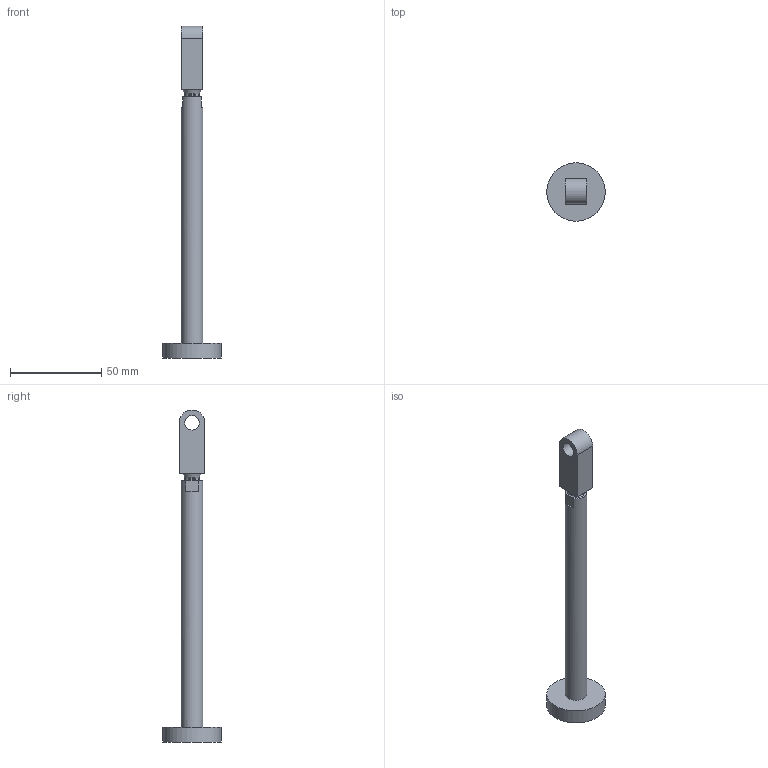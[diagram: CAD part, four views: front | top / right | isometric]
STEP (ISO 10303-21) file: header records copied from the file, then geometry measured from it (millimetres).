
FILE_DESCRIPTION(/* description */ (''),/* implementation_level */ '2;1');
FILE_NAME(/* name */ 'Piston_Rod.step',/* time_stamp */ '2025-07-21T14:25:50+02:00',/* author */ (''),/* organization */ (''),/* preprocessor_version */ 'ST-DEVELOPER v20.1',/* originating_system */ 'Autodesk Translation Framework v14.10.0.0',/* authorisation */ '');
FILE_SCHEMA (('AUTOMOTIVE_DESIGN { 1 0 10303 214 3 1 1 }'));
Length unit declared in the file: millimetre
Products named in the file (3): (Unsaved); Piston_Rod; piston_clevis
Assembly tree (2 placements, depth 2):
  (Unsaved)
    Piston_Rod
    piston_clevis
Bounding box: 32 x 32 x 181.7 mm (x, y, z)
Volume: 27055.7 mm3; surface area: 11004.6 mm2
Topology: 2 solids, 2 shells, 25 faces, 50 edges, 32 vertices
Faces by surface type: plane 14, cylinder 7, cone 2, torus 2
Full cylindrical faces by diameter (mm): 8 x1, 8.4 x1, 8.8 x1, 10 x1, 12 x1, 32 x1
Entity records: 752 total; most frequent: DIRECTION 134, CARTESIAN_POINT 112, ORIENTED_EDGE 100, AXIS2_PLACEMENT_3D 54, EDGE_CURVE 50, VERTEX_POINT 32, EDGE_LOOP 30, LINE 26
